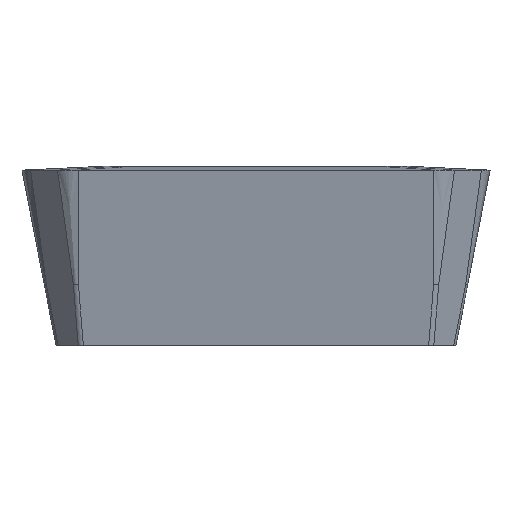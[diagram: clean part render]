
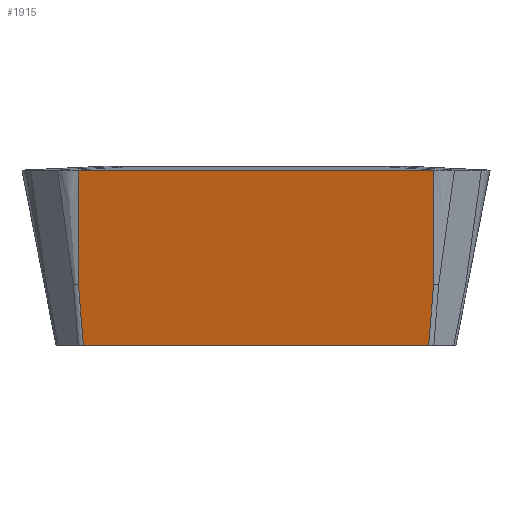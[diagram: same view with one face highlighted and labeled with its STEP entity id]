
A CAD part, left-side view. The second image highlights one B-rep face of the part: STEP entity #1915.
In plain terms, the highlighted planar face has unit normal (-0.982, 0, -0.191).
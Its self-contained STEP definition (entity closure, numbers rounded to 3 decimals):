
#33=CARTESIAN_POINT('',(-5.425,4.685,-4.76));
#42=DIRECTION('',(0.,-1.,0.));
#43=VECTOR('',#42,9.371);
#44=CARTESIAN_POINT('',(-5.425,4.685,-4.76));
#45=LINE('',#44,#43);
#53=CARTESIAN_POINT('',(-5.425,-4.685,-4.76));
#328=CARTESIAN_POINT('',(-5.746,4.819,-3.106));
#342=DIRECTION('',(0.,-1.,0.));
#343=VECTOR('',#342,9.607);
#344=CARTESIAN_POINT('',(-6.35,4.819,0.));
#345=LINE('',#344,#343);
#349=DIRECTION('',(0.,1.,0.));
#350=VECTOR('',#349,0.031);
#351=CARTESIAN_POINT('',(-6.35,-4.819,0.));
#352=LINE('',#351,#350);
#356=DIRECTION('',(0.191,0.,-0.982));
#357=VECTOR('',#356,3.164);
#358=CARTESIAN_POINT('',(-6.35,-4.819,0.));
#359=LINE('',#358,#357);
#363=DIRECTION('',(0.19,0.079,-0.979));
#364=VECTOR('',#363,1.691);
#365=CARTESIAN_POINT('',(-5.746,-4.819,
-3.106));
#366=LINE('',#365,#364);
#370=DIRECTION('',(0.19,-0.079,-0.979));
#371=VECTOR('',#370,1.691);
#372=CARTESIAN_POINT('',(-5.746,4.819,-3.106));
#373=LINE('',#372,#371);
#377=DIRECTION('',(0.191,0.,-0.982));
#378=VECTOR('',#377,3.164);
#379=CARTESIAN_POINT('',(-6.35,4.819,0.));
#380=LINE('',#379,#378);
#1128=VERTEX_POINT('',#33);
#1132=VERTEX_POINT('',#328);
#1134=VERTEX_POINT('',#53);
#1135=CARTESIAN_POINT('',(-5.746,-4.819,
-3.106));
#1136=VERTEX_POINT('',#1135);
#1175=CARTESIAN_POINT('',(-6.35,4.819,0.));
#1176=VERTEX_POINT('',#1175);
#1179=CARTESIAN_POINT('',(-6.35,-4.819,0.));
#1180=VERTEX_POINT('',#1179);
#1198=CARTESIAN_POINT('',(-6.35,-4.788,0.));
#1200=VERTEX_POINT('',#1198);
#1898=CARTESIAN_POINT('',(-6.35,6.27,0.));
#1899=DIRECTION('',(-0.982,0.,-0.191));
#1900=DIRECTION('',(0.,-1.,0.));
#1901=AXIS2_PLACEMENT_3D('',#1898,#1899,#1900);
#1902=PLANE('',#1901);
#1903=ORIENTED_EDGE('',*,*,#1823,.T.);
#1904=ORIENTED_EDGE('',*,*,#1808,.F.);
#1906=ORIENTED_EDGE('',*,*,#1905,.T.);
#1908=ORIENTED_EDGE('',*,*,#1907,.T.);
#1909=ORIENTED_EDGE('',*,*,#1254,.F.);
#1911=ORIENTED_EDGE('',*,*,#1910,.F.);
#1912=ORIENTED_EDGE('',*,*,#1888,.F.);
#1913=EDGE_LOOP('',(#1903,#1904,#1906,#1908,#1909,#1911,#1912));
#1914=FACE_OUTER_BOUND('',#1913,.F.);
#1254=EDGE_CURVE('',#1128,#1134,#45,.T.);
#1808=EDGE_CURVE('',#1180,#1200,#352,.T.);
#1823=EDGE_CURVE('',#1176,#1200,#345,.T.);
#1888=EDGE_CURVE('',#1176,#1132,#380,.T.);
#1905=EDGE_CURVE('',#1180,#1136,#359,.T.);
#1907=EDGE_CURVE('',#1136,#1134,#366,.T.);
#1910=EDGE_CURVE('',#1132,#1128,#373,.T.);
#1915=ADVANCED_FACE('',(#1914),#1902,.T.);
